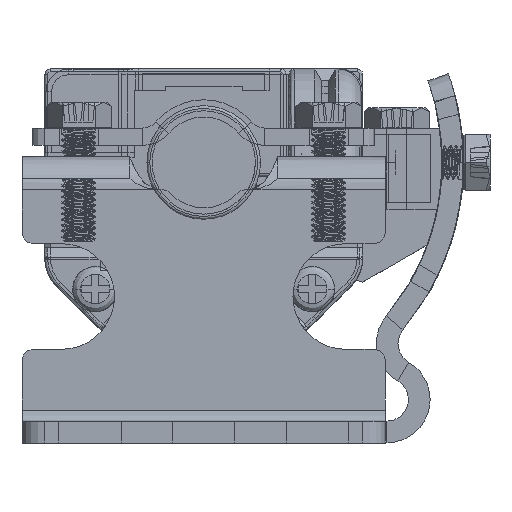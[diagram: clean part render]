
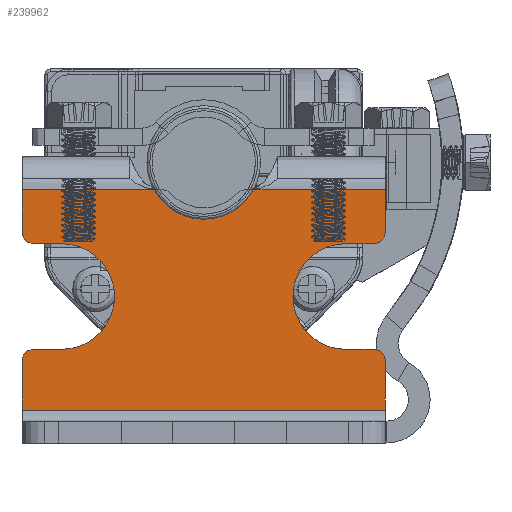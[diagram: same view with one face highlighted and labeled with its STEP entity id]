
A CAD part, front view. The second image highlights one B-rep face of the part: STEP entity #239962.
In plain terms, the highlighted planar face has unit normal (0, -1, 0).
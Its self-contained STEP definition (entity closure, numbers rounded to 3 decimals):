
#229420=CARTESIAN_POINT('',(-3.666,-1.9,21.3));
#229421=DIRECTION('',(0.,-1.,0.));
#229422=DIRECTION('',(0.733,0.,0.68));
#229423=AXIS2_PLACEMENT_3D('',#229420,#229421,#229422);
#229425=CARTESIAN_POINT('',(0.,-1.9,24.7));
#229426=DIRECTION('',(0.,1.,0.));
#229427=DIRECTION('',(0.733,0.,-0.68));
#229428=AXIS2_PLACEMENT_3D('',#229425,#229426,#229427);
#229430=CARTESIAN_POINT('',(3.666,-1.9,21.3));
#229431=DIRECTION('',(0.,-1.,0.));
#229432=DIRECTION('',(0.,0.,1.));
#229433=AXIS2_PLACEMENT_3D('',#229430,#229431,#229432);
#229435=DIRECTION('',(-1.,0.,0.));
#229436=VECTOR('',#229435,0.313);
#229437=CARTESIAN_POINT('',(3.979,-1.9,22.3));
#229438=LINE('',#229437,#229436);
#229439=CARTESIAN_POINT('',(15.,-1.9,18.55));
#229440=DIRECTION('',(0.,-1.,0.));
#229441=DIRECTION('',(0.,0.,-1.));
#229442=AXIS2_PLACEMENT_3D('',#229439,#229440,#229441);
#229444=DIRECTION('',(-1.,0.,0.));
#229445=VECTOR('',#229444,2.5);
#229446=CARTESIAN_POINT('',(15.,-1.9,17.55));
#229447=LINE('',#229446,#229445);
#229448=CARTESIAN_POINT('',(12.5,-1.9,12.9));
#229449=DIRECTION('',(0.,-1.,0.));
#229450=DIRECTION('',(0.,0.,1.));
#229451=AXIS2_PLACEMENT_3D('',#229448,#229449,#229450);
#229453=DIRECTION('',(-1.,0.,0.));
#229454=VECTOR('',#229453,2.5);
#229455=CARTESIAN_POINT('',(15.,-1.9,8.25));
#229456=LINE('',#229455,#229454);
#229457=CARTESIAN_POINT('',(15.,-1.9,7.25));
#229458=DIRECTION('',(0.,-1.,0.));
#229459=DIRECTION('',(1.,0.,0.));
#229460=AXIS2_PLACEMENT_3D('',#229457,#229458,#229459);
#229462=DIRECTION('',(1.,0.,0.));
#229463=VECTOR('',#229462,32.);
#229464=CARTESIAN_POINT('',(-16.,-1.9,2.9));
#229465=LINE('',#229464,#229463);
#229466=CARTESIAN_POINT('',(-15.,-1.9,7.25));
#229467=DIRECTION('',(0.,-1.,0.));
#229468=DIRECTION('',(0.,0.,1.));
#229469=AXIS2_PLACEMENT_3D('',#229466,#229467,#229468);
#229471=DIRECTION('',(1.,0.,0.));
#229472=VECTOR('',#229471,2.5);
#229473=CARTESIAN_POINT('',(-15.,-1.9,8.25));
#229474=LINE('',#229473,#229472);
#229475=CARTESIAN_POINT('',(-12.5,-1.9,12.9));
#229476=DIRECTION('',(0.,-1.,0.));
#229477=DIRECTION('',(0.,0.,-1.));
#229478=AXIS2_PLACEMENT_3D('',#229475,#229476,#229477);
#229480=DIRECTION('',(1.,0.,0.));
#229481=VECTOR('',#229480,2.5);
#229482=CARTESIAN_POINT('',(-15.,-1.9,17.55));
#229483=LINE('',#229482,#229481);
#229484=CARTESIAN_POINT('',(-15.,-1.9,18.55));
#229485=DIRECTION('',(0.,-1.,0.));
#229486=DIRECTION('',(-1.,0.,0.));
#229487=AXIS2_PLACEMENT_3D('',#229484,#229485,#229486);
#229489=DIRECTION('',(-1.,0.,0.));
#229490=VECTOR('',#229489,0.313);
#229491=CARTESIAN_POINT('',(-3.666,-1.9,22.3));
#229492=LINE('',#229491,#229490);
#229748=CARTESIAN_POINT('',(-3.979,-1.9,22.3));
#229750=DIRECTION('',(1.,0.,0.));
#229751=VECTOR('',#229750,12.021);
#229752=CARTESIAN_POINT('',(-16.,-1.9,22.3));
#229753=LINE('',#229752,#229751);
#230250=CARTESIAN_POINT('',(3.979,-1.9,22.3));
#230274=DIRECTION('',(1.,0.,0.));
#230275=VECTOR('',#230274,12.021);
#230276=CARTESIAN_POINT('',(3.979,-1.9,22.3));
#230277=LINE('',#230276,#230275);
#230298=DIRECTION('',(0.,0.,1.));
#230299=VECTOR('',#230298,3.75);
#230300=CARTESIAN_POINT('',(16.,-1.9,18.55));
#230301=LINE('',#230300,#230299);
#230334=DIRECTION('',(0.,0.,1.));
#230335=VECTOR('',#230334,4.35);
#230336=CARTESIAN_POINT('',(16.,-1.9,2.9));
#230337=LINE('',#230336,#230335);
#236375=DIRECTION('',(0.,0.,1.));
#236376=VECTOR('',#236375,3.75);
#236377=CARTESIAN_POINT('',(-16.,-1.9,18.55));
#236378=LINE('',#236377,#236376);
#236399=DIRECTION('',(0.,0.,1.));
#236400=VECTOR('',#236399,4.35);
#236401=CARTESIAN_POINT('',(-16.,-1.9,2.9));
#236402=LINE('',#236401,#236400);
#238948=CARTESIAN_POINT('',(12.5,-1.9,17.55));
#238949=CARTESIAN_POINT('',(12.5,-1.9,8.25));
#238950=VERTEX_POINT('',#238948);
#238951=VERTEX_POINT('',#238949);
#238952=CARTESIAN_POINT('',(-12.5,-1.9,8.25));
#238953=CARTESIAN_POINT('',(-12.5,-1.9,17.55));
#238954=VERTEX_POINT('',#238952);
#238955=VERTEX_POINT('',#238953);
#238980=CARTESIAN_POINT('',(16.,-1.9,7.25));
#238981=VERTEX_POINT('',#238980);
#238982=CARTESIAN_POINT('',(15.,-1.9,8.25));
#238983=VERTEX_POINT('',#238982);
#238988=CARTESIAN_POINT('',(15.,-1.9,17.55));
#238989=VERTEX_POINT('',#238988);
#238990=CARTESIAN_POINT('',(16.,-1.9,18.55));
#238991=VERTEX_POINT('',#238990);
#238996=CARTESIAN_POINT('',(-16.,-1.9,18.55));
#238997=VERTEX_POINT('',#238996);
#238998=CARTESIAN_POINT('',(-15.,-1.9,17.55));
#238999=VERTEX_POINT('',#238998);
#239004=CARTESIAN_POINT('',(-15.,-1.9,8.25));
#239005=VERTEX_POINT('',#239004);
#239006=CARTESIAN_POINT('',(-16.,-1.9,7.25));
#239007=VERTEX_POINT('',#239006);
#239016=CARTESIAN_POINT('',(-16.,-1.9,2.9));
#239017=VERTEX_POINT('',#239016);
#239018=CARTESIAN_POINT('',(-16.,-1.9,22.3));
#239019=VERTEX_POINT('',#239018);
#239020=CARTESIAN_POINT('',(16.,-1.9,2.9));
#239021=VERTEX_POINT('',#239020);
#239022=CARTESIAN_POINT('',(16.,-1.9,22.3));
#239023=VERTEX_POINT('',#239022);
#239114=VERTEX_POINT('',#229748);
#239115=VERTEX_POINT('',#230250);
#239124=CARTESIAN_POINT('',(-2.933,-1.9,21.98));
#239125=VERTEX_POINT('',#239124);
#239126=CARTESIAN_POINT('',(-3.666,-1.9,22.3));
#239127=VERTEX_POINT('',#239126);
#239132=CARTESIAN_POINT('',(3.666,-1.9,22.3));
#239133=VERTEX_POINT('',#239132);
#239134=CARTESIAN_POINT('',(2.933,-1.9,21.98));
#239135=VERTEX_POINT('',#239134);
#239912=CARTESIAN_POINT('',(-16.,-1.9,2.9));
#239913=DIRECTION('',(0.,1.,0.));
#239914=DIRECTION('',(0.,0.,1.));
#239915=AXIS2_PLACEMENT_3D('',#239912,#239913,#239914);
#239916=PLANE('',#239915);
#239918=ORIENTED_EDGE('',*,*,#239917,.F.);
#239920=ORIENTED_EDGE('',*,*,#239919,.F.);
#239922=ORIENTED_EDGE('',*,*,#239921,.F.);
#239924=ORIENTED_EDGE('',*,*,#239923,.F.);
#239926=ORIENTED_EDGE('',*,*,#239925,.T.);
#239928=ORIENTED_EDGE('',*,*,#239927,.F.);
#239930=ORIENTED_EDGE('',*,*,#239929,.F.);
#239932=ORIENTED_EDGE('',*,*,#239931,.T.);
#239934=ORIENTED_EDGE('',*,*,#239933,.T.);
#239936=ORIENTED_EDGE('',*,*,#239935,.F.);
#239938=ORIENTED_EDGE('',*,*,#239937,.F.);
#239940=ORIENTED_EDGE('',*,*,#239939,.F.);
#239941=ORIENTED_EDGE('',*,*,#239905,.F.);
#239943=ORIENTED_EDGE('',*,*,#239942,.T.);
#239945=ORIENTED_EDGE('',*,*,#239944,.F.);
#239947=ORIENTED_EDGE('',*,*,#239946,.T.);
#239949=ORIENTED_EDGE('',*,*,#239948,.T.);
#239951=ORIENTED_EDGE('',*,*,#239950,.F.);
#239953=ORIENTED_EDGE('',*,*,#239952,.F.);
#239955=ORIENTED_EDGE('',*,*,#239954,.T.);
#239957=ORIENTED_EDGE('',*,*,#239956,.T.);
#239959=ORIENTED_EDGE('',*,*,#239958,.F.);
#239960=EDGE_LOOP('',(#239918,#239920,#239922,#239924,#239926,#239928,#239930,
#239932,#239934,#239936,#239938,#239940,#239941,#239943,#239945,#239947,#239949,
#239951,#239953,#239955,#239957,#239959));
#239961=FACE_OUTER_BOUND('',#239960,.F.);
#239962=ADVANCED_FACE('',(#239961),#239916,.F.);
#229424=CIRCLE('',#229423,1.);
#229429=CIRCLE('',#229428,4.);
#229434=CIRCLE('',#229433,1.);
#229443=CIRCLE('',#229442,1.);
#229452=CIRCLE('',#229451,4.65);
#229461=CIRCLE('',#229460,1.);
#229470=CIRCLE('',#229469,1.);
#229479=CIRCLE('',#229478,4.65);
#229488=CIRCLE('',#229487,1.);
#239905=EDGE_CURVE('',#239017,#239021,#229465,.T.);
#239917=EDGE_CURVE('',#239125,#239127,#229424,.T.);
#239919=EDGE_CURVE('',#239135,#239125,#229429,.T.);
#239921=EDGE_CURVE('',#239133,#239135,#229434,.T.);
#239923=EDGE_CURVE('',#239115,#239133,#229438,.T.);
#239925=EDGE_CURVE('',#239115,#239023,#230277,.T.);
#239927=EDGE_CURVE('',#238991,#239023,#230301,.T.);
#239929=EDGE_CURVE('',#238989,#238991,#229443,.T.);
#239931=EDGE_CURVE('',#238989,#238950,#229447,.T.);
#239933=EDGE_CURVE('',#238950,#238951,#229452,.T.);
#239935=EDGE_CURVE('',#238983,#238951,#229456,.T.);
#239937=EDGE_CURVE('',#238981,#238983,#229461,.T.);
#239939=EDGE_CURVE('',#239021,#238981,#230337,.T.);
#239942=EDGE_CURVE('',#239017,#239007,#236402,.T.);
#239944=EDGE_CURVE('',#239005,#239007,#229470,.T.);
#239946=EDGE_CURVE('',#239005,#238954,#229474,.T.);
#239948=EDGE_CURVE('',#238954,#238955,#229479,.T.);
#239950=EDGE_CURVE('',#238999,#238955,#229483,.T.);
#239952=EDGE_CURVE('',#238997,#238999,#229488,.T.);
#239954=EDGE_CURVE('',#238997,#239019,#236378,.T.);
#239956=EDGE_CURVE('',#239019,#239114,#229753,.T.);
#239958=EDGE_CURVE('',#239127,#239114,#229492,.T.);
